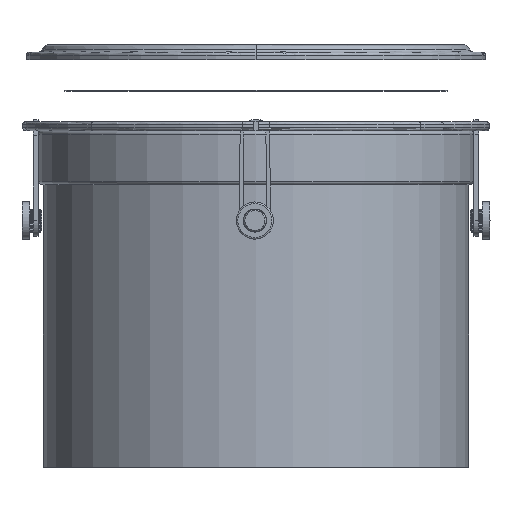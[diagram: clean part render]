
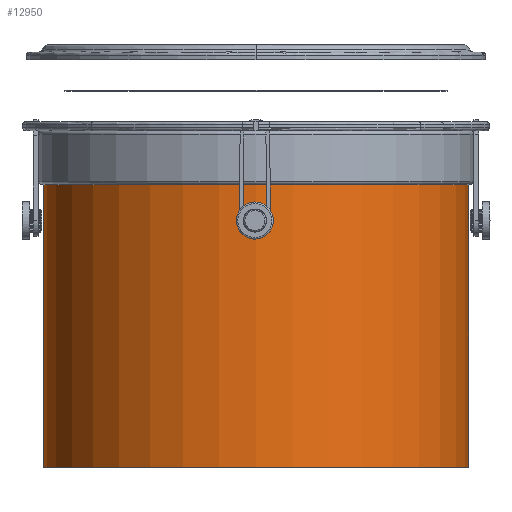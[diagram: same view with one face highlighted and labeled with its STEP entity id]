
A CAD part, front view. The second image highlights one B-rep face of the part: STEP entity #12950.
In plain terms, the highlighted cylindrical face has radius 139 mm (diameter 278 mm), a full revolution.
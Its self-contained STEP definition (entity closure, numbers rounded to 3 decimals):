
#1106=CYLINDRICAL_SURFACE('',#13844,139.);
#1565=FACE_OUTER_BOUND('',#2322,.T.);
#2322=EDGE_LOOP('',(#9253,#9254,#9255,#9256));
#3158=LINE('',#18943,#4049);
#4049=VECTOR('',#15541,139.);
#4876=CIRCLE('',#13836,139.);
#4881=CIRCLE('',#13845,139.);
#5489=VERTEX_POINT('',#18928);
#5493=VERTEX_POINT('',#18942);
#6931=EDGE_CURVE('',#5489,#5489,#4876,.T.);
#6937=EDGE_CURVE('',#5489,#5493,#3158,.T.);
#6938=EDGE_CURVE('',#5493,#5493,#4881,.T.);
#9253=ORIENTED_EDGE('',*,*,#6931,.T.);
#9254=ORIENTED_EDGE('',*,*,#6937,.T.);
#9255=ORIENTED_EDGE('',*,*,#6938,.T.);
#9256=ORIENTED_EDGE('',*,*,#6937,.F.);
#12950=ADVANCED_FACE('',(#1565),#1106,.T.);
#13836=AXIS2_PLACEMENT_3D('',#18929,#15522,#15523);
#13844=AXIS2_PLACEMENT_3D('',#18941,#15539,#15540);
#13845=AXIS2_PLACEMENT_3D('',#18944,#15542,#15543);
#15522=DIRECTION('center_axis',(0.,0.,-1.));
#15523=DIRECTION('ref_axis',(1.,0.,0.));
#15539=DIRECTION('center_axis',(0.,0.,1.));
#15540=DIRECTION('ref_axis',(1.,0.,0.));
#15541=DIRECTION('',(0.,0.,-1.));
#15542=DIRECTION('center_axis',(0.,0.,1.));
#15543=DIRECTION('ref_axis',(1.,0.,0.));
#18928=CARTESIAN_POINT('',(-139.,0.,45.));
#18929=CARTESIAN_POINT('Origin',(0.,0.,45.));
#18941=CARTESIAN_POINT('Origin',(0.,0.,0.));
#18942=CARTESIAN_POINT('',(-139.,0.,-140.));
#18943=CARTESIAN_POINT('',(-139.,0.,0.));
#18944=CARTESIAN_POINT('Origin',(0.,0.,-140.));
